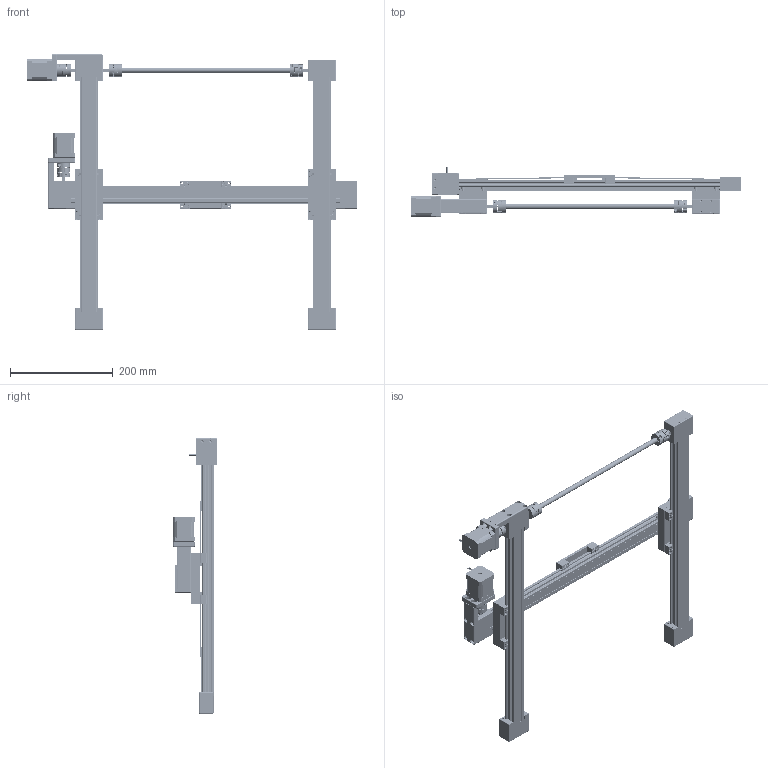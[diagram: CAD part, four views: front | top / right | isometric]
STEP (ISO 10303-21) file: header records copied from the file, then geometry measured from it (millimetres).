
FILE_DESCRIPTION((''),'2;1');
FILE_NAME('DLE-FG-0002.stp','2014-10-31T08:40:35',('fkleine'),(''),'Autodesk Inventor 2013','Autodesk Inventor 2013','');
FILE_SCHEMA(('AUTOMOTIVE_DESIGN { 1 0 10303 214 1 1 1 1 }'));
Length unit declared in the file: millimetre
Products named in the file (54): DLE-FG-0002.iam (Parametermodell); ZLW-0630-B-konfig-X1.iam (Parametermodell); ZSX-063001-konfig; ZTL-063003; ZTL-06300B-V; ZTY-063013; DIN 913 M4 x 6; DIN 7984 M4 x 10; DIN 625 SKF- beidseitig abgedichtet SKF 61900-2RS1; ZZ-063002; ZTZ-063007; ZTZ-104007; ZTY-063015; ZTZ-063001; ZTZ-063002; NOR-20110; ZTZ-063009; ZS-063003; WJ200QM-01-06; WM-01-06; J200QM-01-06; ZSY-063005; ZR-063001; ZSY-063002; ZR-063001-XX-konfig; ZTF-063008; ZTF-06300X-V; ZZ-063001; ZTY-104018; ZTZ-063003; ZLW-0630-B-konfig-X2.iam (Parametermodell); ZTF-063009; ZTF-06300B-R-L-V; ZTY-104017; ZTZ-063005; AK-0011; ZWY-063004; DIN 7984 M4 x 15; DIN 6912 M5 x 12; AWMP-10 ...
Assembly tree (132 placements, depth 6):
  DLE-FG-0002.iam (Parametermodell)
    ZLW-0630-B-konfig-X1.iam (Parametermodell)
      ZSX-063001-konfig
      ZTL-063003
        ZTL-06300B-V
          ZTY-063013  x2
          DIN 913 M4 x 6  x4
          DIN 7984 M4 x 10  x4
          DIN 625 SKF- beidseitig abgedichtet SKF 61900-2RS1  x2
          ZZ-063002
            ZTZ-063007  x2
            ZTZ-104007  x2
            ZTY-063015
        ZTZ-063001
        ZTZ-063002
        NOR-20110  x2
        ZTZ-063009  x2
      ZS-063003
        WJ200QM-01-06  x4
          WM-01-06
          J200QM-01-06
        ZSY-063005
        DIN 7984 M4 x 10  x4
      ZR-063001
        ZSY-063002  x2
        DIN 7984 M4 x 10  x4
        ZR-063001-XX-konfig
      ZTF-063008
        ZTF-06300X-V
          ZTY-063013  x2
          DIN 625 SKF- beidseitig abgedichtet SKF 61900-2RS1  x2
          ZZ-063001
            ZTZ-063007  x2
            ZTZ-104007  x2
            ZTY-104018
        ZTZ-063002
        ZTZ-063003
    ZLW-0630-B-konfig-X2.iam (Parametermodell)
      ZSX-063001-konfig
      ZTL-063003
        ZTL-06300B-V
          ZTY-063013  x2
          DIN 913 M4 x 6  x4
          DIN 7984 M4 x 10  x4
          DIN 625 SKF- beidseitig abgedichtet SKF 61900-2RS1  x2
          ZZ-063002
            ZTZ-063007  x2
            ZTZ-104007  x2
            ZTY-063015
        ZTZ-063001
        ZTZ-063002
        NOR-20110  x2
        ZTZ-063009  x2
      ZS-063003
        WJ200QM-01-06  x4
          WM-01-06
          J200QM-01-06
        ZSY-063005
        DIN 7984 M4 x 10  x4
      ZR-063001
Bounding box: 644.4 x 98 x 537 mm (x, y, z)
Volume: 1307899.6 mm3; surface area: 833233.7 mm2
Topology: 202 solids, 202 shells, 8379 faces, 21784 edges, 13998 vertices
Faces by surface type: plane 3413, cylinder 3110, torus 564, cone 500, bspline 500, sphere 292
Full cylindrical faces by diameter (mm): 1 x8, 2 x36, 2.4 x8, 2.459 x8, 2.5 x8, 3 x54, 3.2 x2, 3.242 x60, 3.4 x8, 3.459 x24, 3.5 x16, 4 x88, 4.134 x24, 4.5 x52, 4.917 x8, 5 x18, 5.05 x2, 5.5 x8, 6 x26, 7 x48, 8 x44, 8.5 x8, 9 x8, 10 x17, 10.1 x12, 11 x4, 12 x24, 13.84 x24, 14 x12, 18.16 x24
Entity records: 62989 total; most frequent: CARTESIAN_POINT 13672, DIRECTION 10314, ORIENTED_EDGE 9370, EDGE_CURVE 4685, AXIS2_PLACEMENT_3D 3906, VERTEX_POINT 3182, VECTOR 2502, LINE 2502
